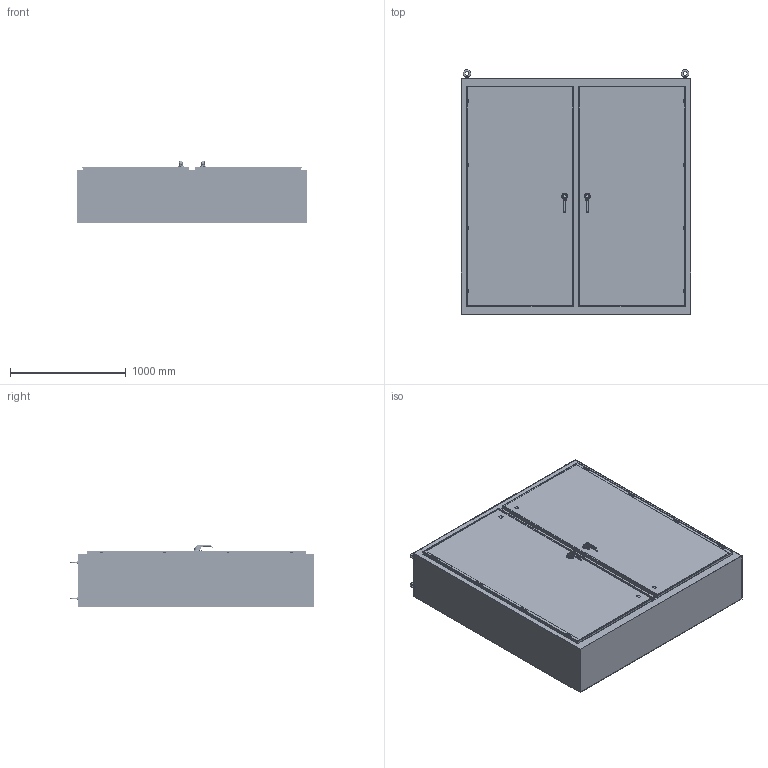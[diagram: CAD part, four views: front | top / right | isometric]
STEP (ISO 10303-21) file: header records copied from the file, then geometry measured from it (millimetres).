
FILE_DESCRIPTION (( 'STEP AP214' ), '1' );
FILE_NAME ('SCE-N80L7818.STEP', '2024-06-18T14:22:32', ( '' ), ( '' ), 'SwSTEP 2.0', 'SolidWorks 2023', '' );
FILE_SCHEMA (( 'AUTOMOTIVE_DESIGN' ));
Length unit declared in the file: inch
Products named in the file (1): SCE-N80L7818
Bounding box: 1974.85 x 2106.68 x 534.57 mm (x, y, z)
Volume: 34597606.6 mm3; surface area: 25862776.9 mm2
Topology: 48 solids, 56 shells, 7358 faces, 18958 edges, 11720 vertices
Faces by surface type: plane 3020, cylinder 2474, bspline 1467, cone 230, torus 167
Full cylindrical faces by diameter (mm): 1.016 x8, 3.978 x8, 4.318 x40, 4.978 x32, 5.016 x4, 5.207 x16, 5.232 x16, 5.537 x8, 6.096 x16, 6.198 x16, 6.35 x16, 9.525 x18, 10.323 x16, 11.113 x12, 11.25 x2, 15.24 x4, 16 x2, 29.8 x4
Entity records: 355858 total; most frequent: CARTESIAN_POINT 190650, ORIENTED_EDGE 36400, DIRECTION 30827, EDGE_CURVE 18200, VERTEX_POINT 11504, AXIS2_PLACEMENT_3D 11011, VECTOR 8805, LINE 8805
